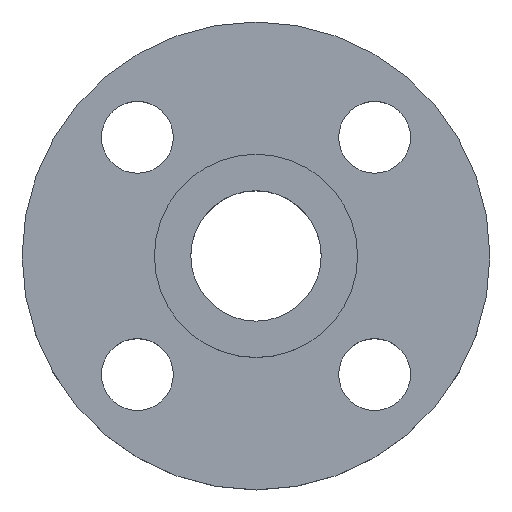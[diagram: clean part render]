
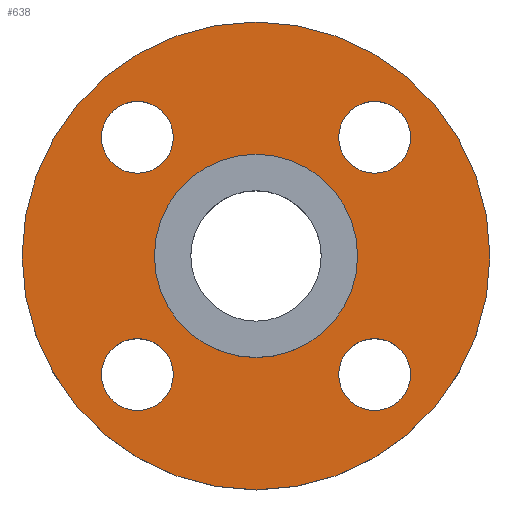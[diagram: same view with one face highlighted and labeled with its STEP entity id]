
A CAD part, top view. The second image highlights one B-rep face of the part: STEP entity #638.
In plain terms, the highlighted planar face has unit normal (0, 0, 1).
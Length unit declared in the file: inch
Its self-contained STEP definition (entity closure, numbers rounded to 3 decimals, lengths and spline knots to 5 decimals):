
#17 = CIRCLE ( 'NONE', #114, 0.375 ) ;
#19 = CARTESIAN_POINT ( 'NONE',  ( 1.06, 0., -0.25 ) ) ;
#25 = AXIS2_PLACEMENT_3D ( 'NONE', #603, #330, #60 ) ;
#28 = ORIENTED_EDGE ( 'NONE', *, *, #667, .T. ) ;
#29 = DIRECTION ( 'NONE',  ( 1., 0., 0. ) ) ;
#33 = CARTESIAN_POINT ( 'NONE',  ( -1.61244, -1.23744, -0.25 ) ) ;
#39 = CARTESIAN_POINT ( 'NONE',  ( -0.86244, -1.23744, -0.25 ) ) ;
#43 = VERTEX_POINT ( 'NONE', #19 ) ;
#46 = ORIENTED_EDGE ( 'NONE', *, *, #112, .F. ) ;
#52 = VERTEX_POINT ( 'NONE', #189 ) ;
#54 = DIRECTION ( 'NONE',  ( 0., 0., 1. ) ) ;
#60 = DIRECTION ( 'NONE',  ( 1., 0., 0. ) ) ;
#61 = FACE_BOUND ( 'NONE', #245, .T. ) ;
#69 = AXIS2_PLACEMENT_3D ( 'NONE', #676, #183, #594 ) ;
#73 = EDGE_CURVE ( 'NONE', #538, #297, #17, .T. ) ;
#76 = EDGE_LOOP ( 'NONE', ( #221, #104 ) ) ;
#97 = CARTESIAN_POINT ( 'NONE',  ( -1.23744, 1.61244, -0.25 ) ) ;
#102 = EDGE_CURVE ( 'NONE', #289, #539, #173, .T. ) ;
#104 = ORIENTED_EDGE ( 'NONE', *, *, #102, .F. ) ;
#110 = CIRCLE ( 'NONE', #217, 2.44 ) ;
#111 = EDGE_CURVE ( 'NONE', #297, #538, #128, .T. ) ;
#112 = EDGE_CURVE ( 'NONE', #410, #296, #382, .T. ) ;
#113 = CARTESIAN_POINT ( 'NONE',  ( 0.86244, 1.23744, -0.25 ) ) ;
#114 = AXIS2_PLACEMENT_3D ( 'NONE', #665, #169, #552 ) ;
#124 = EDGE_CURVE ( 'NONE', #43, #52, #219, .T. ) ;
#125 = AXIS2_PLACEMENT_3D ( 'NONE', #403, #628, #209 ) ;
#128 = CIRCLE ( 'NONE', #505, 0.375 ) ;
#132 = PLANE ( 'NONE',  #228 ) ;
#133 = CARTESIAN_POINT ( 'NONE',  ( -1.23744, 0.86244, -0.25 ) ) ;
#141 = ORIENTED_EDGE ( 'NONE', *, *, #236, .F. ) ;
#142 = ORIENTED_EDGE ( 'NONE', *, *, #111, .F. ) ;
#165 = DIRECTION ( 'NONE',  ( 0., 0., 1. ) ) ;
#166 = FACE_BOUND ( 'NONE', #76, .T. ) ;
#169 = DIRECTION ( 'NONE',  ( 0., 0., 1. ) ) ;
#173 = CIRCLE ( 'NONE', #511, 0.375 ) ;
#175 = AXIS2_PLACEMENT_3D ( 'NONE', #582, #406, #29 ) ;
#183 = DIRECTION ( 'NONE',  ( 0., 0., -1. ) ) ;
#187 = CARTESIAN_POINT ( 'NONE',  ( -1.23744, -1.23744, -0.25 ) ) ;
#188 = ORIENTED_EDGE ( 'NONE', *, *, #73, .F. ) ;
#189 = CARTESIAN_POINT ( 'NONE',  ( -1.06, 0., -0.25 ) ) ;
#197 = CARTESIAN_POINT ( 'NONE',  ( -2.44, 0., -0.25 ) ) ;
#198 = DIRECTION ( 'NONE',  ( -1., 0., 0. ) ) ;
#200 = ORIENTED_EDGE ( 'NONE', *, *, #124, .T. ) ;
#204 = CARTESIAN_POINT ( 'NONE',  ( 1.23744, -1.61244, -0.25 ) ) ;
#209 = DIRECTION ( 'NONE',  ( 1., 0., 0. ) ) ;
#217 = AXIS2_PLACEMENT_3D ( 'NONE', #331, #660, #384 ) ;
#219 = CIRCLE ( 'NONE', #25, 1.06 ) ;
#221 = ORIENTED_EDGE ( 'NONE', *, *, #618, .F. ) ;
#225 = DIRECTION ( 'NONE',  ( 0., 1., 0. ) ) ;
#228 = AXIS2_PLACEMENT_3D ( 'NONE', #627, #515, #470 ) ;
#229 = DIRECTION ( 'NONE',  ( 0., -1., 0. ) ) ;
#236 = EDGE_CURVE ( 'NONE', #296, #410, #279, .T. ) ;
#245 = EDGE_LOOP ( 'NONE', ( #141, #46 ) ) ;
#272 = DIRECTION ( 'NONE',  ( 0., 0., 1. ) ) ;
#275 = VERTEX_POINT ( 'NONE', #197 ) ;
#277 = EDGE_CURVE ( 'NONE', #275, #347, #460, .T. ) ;
#279 = CIRCLE ( 'NONE', #315, 0.375 ) ;
#289 = VERTEX_POINT ( 'NONE', #526 ) ;
#293 = FACE_BOUND ( 'NONE', #575, .T. ) ;
#296 = VERTEX_POINT ( 'NONE', #33 ) ;
#297 = VERTEX_POINT ( 'NONE', #97 ) ;
#299 = ORIENTED_EDGE ( 'NONE', *, *, #553, .F. ) ;
#315 = AXIS2_PLACEMENT_3D ( 'NONE', #187, #573, #198 ) ;
#317 = ORIENTED_EDGE ( 'NONE', *, *, #277, .T. ) ;
#330 = DIRECTION ( 'NONE',  ( 0., 0., -1. ) ) ;
#331 = CARTESIAN_POINT ( 'NONE',  ( 0., 0., -0.25 ) ) ;
#347 = VERTEX_POINT ( 'NONE', #680 ) ;
#358 = ORIENTED_EDGE ( 'NONE', *, *, #544, .F. ) ;
#382 = CIRCLE ( 'NONE', #390, 0.375 ) ;
#384 = DIRECTION ( 'NONE',  ( 1., 0., 0. ) ) ;
#390 = AXIS2_PLACEMENT_3D ( 'NONE', #432, #165, #545 ) ;
#402 = FACE_BOUND ( 'NONE', #542, .T. ) ;
#403 = CARTESIAN_POINT ( 'NONE',  ( 1.23744, 1.23744, -0.25 ) ) ;
#406 = DIRECTION ( 'NONE',  ( 0., 0., 1. ) ) ;
#410 = VERTEX_POINT ( 'NONE', #39 ) ;
#415 = DIRECTION ( 'NONE',  ( 1., 0., 0. ) ) ;
#432 = CARTESIAN_POINT ( 'NONE',  ( -1.23744, -1.23744, -0.25 ) ) ;
#438 = DIRECTION ( 'NONE',  ( 0., -1., 0. ) ) ;
#446 = AXIS2_PLACEMENT_3D ( 'NONE', #607, #605, #229 ) ;
#460 = CIRCLE ( 'NONE', #175, 2.44 ) ;
#470 = DIRECTION ( 'NONE',  ( 1., 0., 0. ) ) ;
#494 = CARTESIAN_POINT ( 'NONE',  ( 1.23744, -1.23744, -0.25 ) ) ;
#505 = AXIS2_PLACEMENT_3D ( 'NONE', #656, #272, #225 ) ;
#511 = AXIS2_PLACEMENT_3D ( 'NONE', #494, #54, #438 ) ;
#515 = DIRECTION ( 'NONE',  ( 0., 0., 1. ) ) ;
#519 = EDGE_LOOP ( 'NONE', ( #540, #317 ) ) ;
#526 = CARTESIAN_POINT ( 'NONE',  ( 1.23744, -0.86244, -0.25 ) ) ;
#538 = VERTEX_POINT ( 'NONE', #133 ) ;
#539 = VERTEX_POINT ( 'NONE', #204 ) ;
#540 = ORIENTED_EDGE ( 'NONE', *, *, #612, .T. ) ;
#542 = EDGE_LOOP ( 'NONE', ( #142, #188 ) ) ;
#544 = EDGE_CURVE ( 'NONE', #624, #635, #589, .T. ) ;
#545 = DIRECTION ( 'NONE',  ( -1., 0., 0. ) ) ;
#552 = DIRECTION ( 'NONE',  ( 0., 1., 0. ) ) ;
#553 = EDGE_CURVE ( 'NONE', #635, #624, #655, .T. ) ;
#573 = DIRECTION ( 'NONE',  ( 0., 0., 1. ) ) ;
#575 = EDGE_LOOP ( 'NONE', ( #200, #28 ) ) ;
#582 = CARTESIAN_POINT ( 'NONE',  ( 0., 0., -0.25 ) ) ;
#589 = CIRCLE ( 'NONE', #708, 0.375 ) ;
#594 = DIRECTION ( 'NONE',  ( 1., 0., 0. ) ) ;
#601 = CIRCLE ( 'NONE', #446, 0.375 ) ;
#603 = CARTESIAN_POINT ( 'NONE',  ( 0., 0., -0.25 ) ) ;
#605 = DIRECTION ( 'NONE',  ( 0., 0., 1. ) ) ;
#607 = CARTESIAN_POINT ( 'NONE',  ( 1.23744, -1.23744, -0.25 ) ) ;
#612 = EDGE_CURVE ( 'NONE', #347, #275, #110, .T. ) ;
#618 = EDGE_CURVE ( 'NONE', #539, #289, #601, .T. ) ;
#621 = FACE_BOUND ( 'NONE', #689, .T. ) ;
#624 = VERTEX_POINT ( 'NONE', #113 ) ;
#627 = CARTESIAN_POINT ( 'NONE',  ( 0., 0., -0.25 ) ) ;
#628 = DIRECTION ( 'NONE',  ( 0., 0., 1. ) ) ;
#633 = DIRECTION ( 'NONE',  ( 0., 0., 1. ) ) ;
#635 = VERTEX_POINT ( 'NONE', #659 ) ;
#638 = ADVANCED_FACE ( 'NONE', ( #166, #61, #402, #621, #293, #681 ), #132, .T. ) ;
#655 = CIRCLE ( 'NONE', #125, 0.375 ) ;
#656 = CARTESIAN_POINT ( 'NONE',  ( -1.23744, 1.23744, -0.25 ) ) ;
#659 = CARTESIAN_POINT ( 'NONE',  ( 1.61244, 1.23744, -0.25 ) ) ;
#660 = DIRECTION ( 'NONE',  ( 0., 0., 1. ) ) ;
#665 = CARTESIAN_POINT ( 'NONE',  ( -1.23744, 1.23744, -0.25 ) ) ;
#667 = EDGE_CURVE ( 'NONE', #52, #43, #692, .T. ) ;
#676 = CARTESIAN_POINT ( 'NONE',  ( 0., 0., -0.25 ) ) ;
#680 = CARTESIAN_POINT ( 'NONE',  ( 2.44, 0., -0.25 ) ) ;
#681 = FACE_OUTER_BOUND ( 'NONE', #519, .T. ) ;
#682 = CARTESIAN_POINT ( 'NONE',  ( 1.23744, 1.23744, -0.25 ) ) ;
#689 = EDGE_LOOP ( 'NONE', ( #299, #358 ) ) ;
#692 = CIRCLE ( 'NONE', #69, 1.06 ) ;
#708 = AXIS2_PLACEMENT_3D ( 'NONE', #682, #633, #415 ) ;
